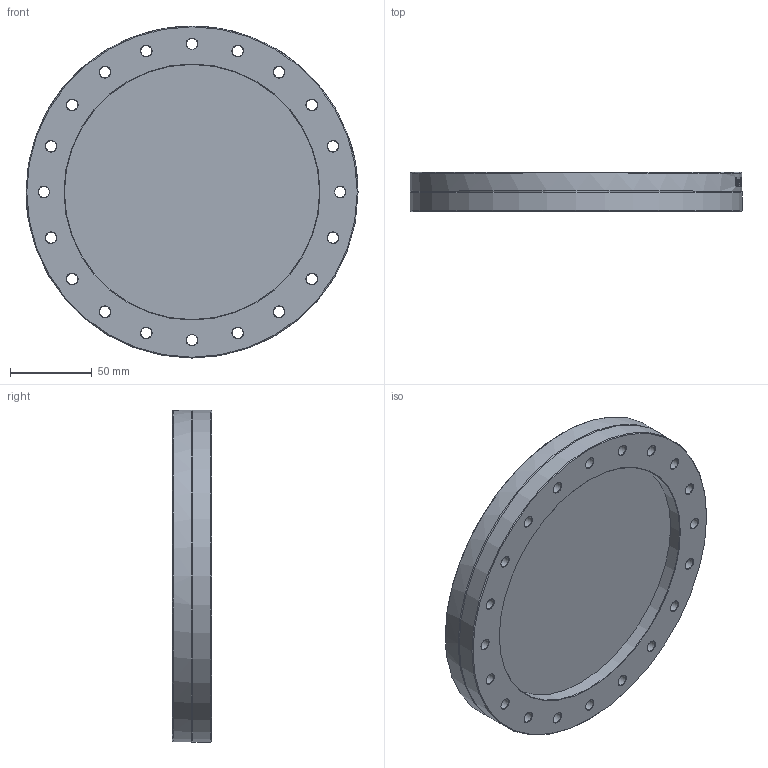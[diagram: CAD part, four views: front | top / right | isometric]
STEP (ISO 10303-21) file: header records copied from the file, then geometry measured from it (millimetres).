
FILE_DESCRIPTION(/* description */ (''),/* implementation_level */ '2;1');
FILE_NAME(/* name */ 'FL-160CFRT.stp',/* time_stamp */ '2018-01-17T11:59:30+00:00',/* author */ ('paul'),/* organization */ (''),/* preprocessor_version */ 'ST-DEVELOPER v16.13',/* originating_system */ 'Autodesk Inventor 2018',/* authorisation */ '');
FILE_SCHEMA (('AUTOMOTIVE_DESIGN { 1 0 10303 214 3 1 1 }'));
Length unit declared in the file: millimetre
Products named in the file (3): FL-160CFRT; FL-160CFR TAPPED OUTER; FL-160CFR INNER
Assembly tree (2 placements, depth 2):
  FL-160CFRT
    FL-160CFR TAPPED OUTER
    FL-160CFR INNER
Bounding box: 203 x 23.9 x 203 mm (x, y, z)
Volume: 573889.3 mm3; surface area: 116317.6 mm2
Topology: 2 solids, 2 shells, 172 faces, 454 edges, 294 vertices
Faces by surface type: bspline 53, cone 46, plane 36, cylinder 35, torus 2
Full cylindrical faces by diameter (mm): 6.647 x20, 156 x1, 171.4 x2, 203 x2
Entity records: 16639 total; most frequent: CARTESIAN_POINT 12818, ORIENTED_EDGE 722, DIRECTION 677, EDGE_CURVE 361, EDGE_LOOP 293, AXIS2_PLACEMENT_3D 281, VERTEX_POINT 272, FACE_OUTER_BOUND 172
